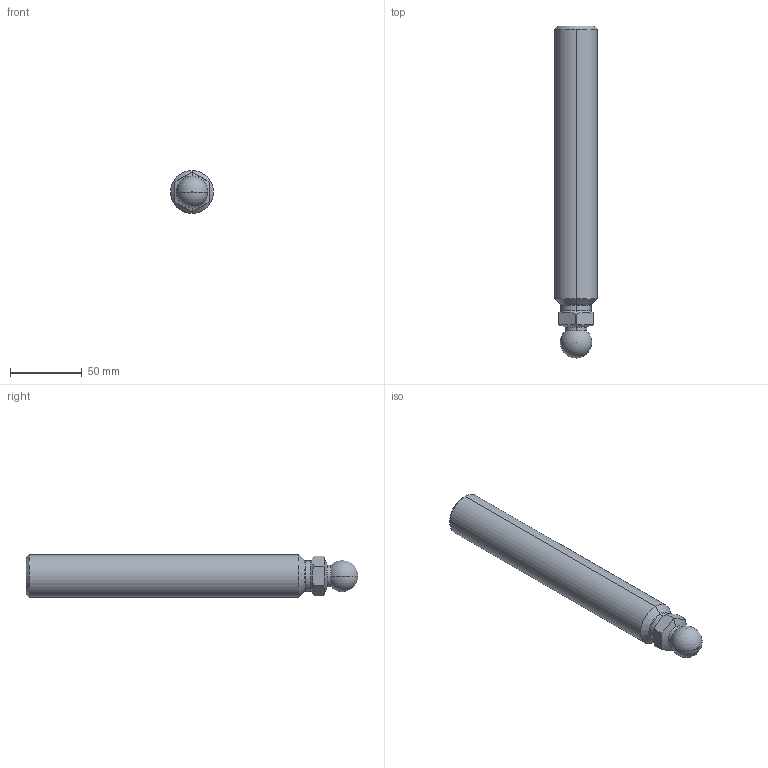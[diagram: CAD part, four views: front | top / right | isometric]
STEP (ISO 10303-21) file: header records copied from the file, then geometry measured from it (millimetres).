
FILE_DESCRIPTION (( 'STEP AP214' ), '1' );
FILE_NAME ('098cm30200e.STEP', '2014-08-12T08:11:39', ( '' ), ( '' ), 'SwSTEP 2.0', 'SolidWorks 2014', '' );
FILE_SCHEMA (( 'AUTOMOTIVE_DESIGN' ));
Length unit declared in the file: millimetre
Products named in the file (1): 098cm30200e
Bounding box: 30 x 232.03 x 30 mm (x, y, z)
Volume: 149147.7 mm3; surface area: 21968.8 mm2
Topology: 1 solids, 1 shells, 41 faces, 106 edges, 66 vertices
Faces by surface type: cylinder 13, cone 13, plane 9, torus 4, sphere 2
Entity records: 1364 total; most frequent: CARTESIAN_POINT 328, DIRECTION 218, ORIENTED_EDGE 202, EDGE_CURVE 101, AXIS2_PLACEMENT_3D 93, VERTEX_POINT 63, CIRCLE 51, EDGE_LOOP 42
